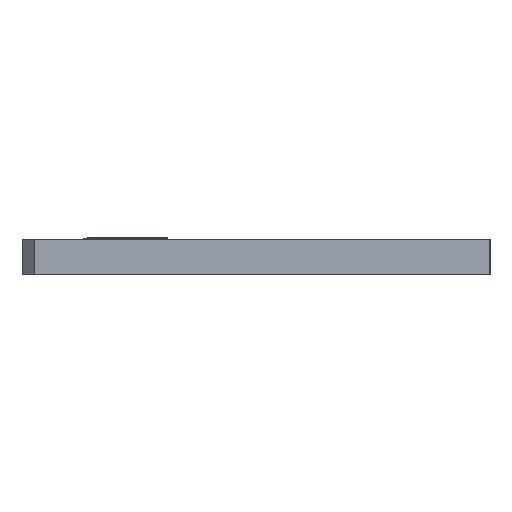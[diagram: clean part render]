
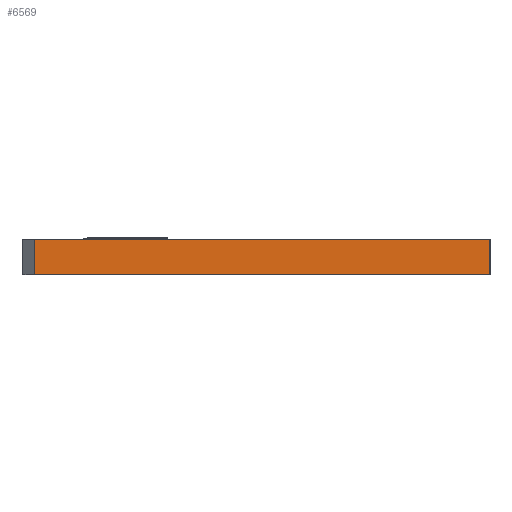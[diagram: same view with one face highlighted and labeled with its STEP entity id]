
A CAD part, front view. The second image highlights one B-rep face of the part: STEP entity #6569.
In plain terms, the highlighted face is planar.
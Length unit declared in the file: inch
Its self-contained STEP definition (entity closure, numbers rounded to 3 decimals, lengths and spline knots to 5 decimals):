
#1171=FACE_OUTER_BOUND('',#1455,.T.);
#1455=EDGE_LOOP('',(#4569,#4570,#4571,#4572));
#2077=LINE('',#10028,#2483);
#2078=LINE('',#10031,#2484);
#2086=LINE('',#10055,#2492);
#2087=LINE('',#10056,#2493);
#2483=VECTOR('',#7903,0.3937);
#2484=VECTOR('',#7906,0.3937);
#2492=VECTOR('',#7924,0.3937);
#2493=VECTOR('',#7925,0.3937);
#2886=VERTEX_POINT('',#10021);
#2889=VERTEX_POINT('',#10026);
#2890=VERTEX_POINT('',#10030);
#2901=VERTEX_POINT('',#10054);
#3589=EDGE_CURVE('',#2889,#2886,#2077,.T.);
#3590=EDGE_CURVE('',#2886,#2890,#2078,.T.);
#3602=EDGE_CURVE('',#2901,#2889,#2086,.T.);
#3603=EDGE_CURVE('',#2901,#2890,#2087,.T.);
#4569=ORIENTED_EDGE('',*,*,#3589,.F.);
#4570=ORIENTED_EDGE('',*,*,#3602,.F.);
#4571=ORIENTED_EDGE('',*,*,#3603,.T.);
#4572=ORIENTED_EDGE('',*,*,#3590,.F.);
#6486=PLANE('',#7043);
#6569=ADVANCED_FACE('',(#1171),#6486,.T.);
#7043=AXIS2_PLACEMENT_3D('',#10053,#7922,#7923);
#7903=DIRECTION('',(0.,1.,0.));
#7906=DIRECTION('',(1.,0.,0.));
#7922=DIRECTION('center_axis',(0.,0.,1.));
#7923=DIRECTION('ref_axis',(1.,0.,0.));
#7924=DIRECTION('',(-1.,0.,0.));
#7925=DIRECTION('',(0.,1.,0.));
#10021=CARTESIAN_POINT('',(-2.375,0.375,4.25));
#10026=CARTESIAN_POINT('',(-2.375,0.,4.25));
#10028=CARTESIAN_POINT('',(-2.375,0.,4.25));
#10030=CARTESIAN_POINT('',(2.5,0.375,4.25));
#10031=CARTESIAN_POINT('',(2.5,0.375,4.25));
#10053=CARTESIAN_POINT('Origin',(-2.5,0.,4.25));
#10054=CARTESIAN_POINT('',(2.5,0.,4.25));
#10055=CARTESIAN_POINT('',(2.5,0.,4.25));
#10056=CARTESIAN_POINT('',(2.5,0.,4.25));
